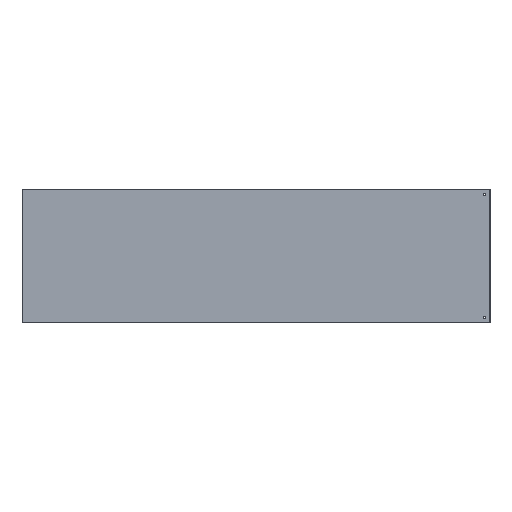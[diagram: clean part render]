
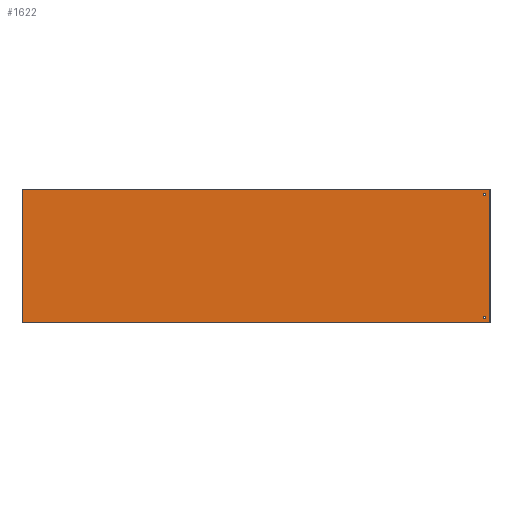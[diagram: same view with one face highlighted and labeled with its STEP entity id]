
A CAD part, top view. The second image highlights one B-rep face of the part: STEP entity #1622.
In plain terms, the highlighted planar face has unit normal (0, 0, 1).
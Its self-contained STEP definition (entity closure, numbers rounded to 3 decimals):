
#4 = ORIENTED_EDGE ( 'NONE', *, *, #1412, .F. ) ;
#20 = ORIENTED_EDGE ( 'NONE', *, *, #1413, .F. ) ;
#38 = ORIENTED_EDGE ( 'NONE', *, *, #1399, .F. ) ;
#57 = ORIENTED_EDGE ( 'NONE', *, *, #1494, .T. ) ;
#73 = ORIENTED_EDGE ( 'NONE', *, *, #1496, .T. ) ;
#83 = ORIENTED_EDGE ( 'NONE', *, *, #1397, .T. ) ;
#116 = ORIENTED_EDGE ( 'NONE', *, *, #1398, .T. ) ;
#173 = EDGE_LOOP ( 'NONE', ( #83, #57 ) ) ;
#185 = EDGE_LOOP ( 'NONE', ( #116, #73 ) ) ;
#191 = ORIENTED_EDGE ( 'NONE', *, *, #1400, .F. ) ;
#258 = EDGE_LOOP ( 'NONE', ( #38, #20, #4, #191 ) ) ;
#363 = CIRCLE ( 'NONE', #2185, 4. ) ;
#565 = CIRCLE ( 'NONE', #2186, 4. ) ;
#671 = VERTEX_POINT ( 'NONE', #826 ) ;
#673 = VERTEX_POINT ( 'NONE', #828 ) ;
#674 = VERTEX_POINT ( 'NONE', #829 ) ;
#684 = VERTEX_POINT ( 'NONE', #839 ) ;
#740 = VERTEX_POINT ( 'NONE', #895 ) ;
#741 = VERTEX_POINT ( 'NONE', #896 ) ;
#742 = VERTEX_POINT ( 'NONE', #897 ) ;
#743 = VERTEX_POINT ( 'NONE', #898 ) ;
#826 = CARTESIAN_POINT ( 'NONE',  ( 825., 222., 1.5 ) ) ;
#828 = CARTESIAN_POINT ( 'NONE',  ( 825., -222., 1.5 ) ) ;
#829 = CARTESIAN_POINT ( 'NONE',  ( 833., -222., 1.5 ) ) ;
#839 = CARTESIAN_POINT ( 'NONE',  ( 833., 222., 1.5 ) ) ;
#895 = CARTESIAN_POINT ( 'NONE',  ( 846.9, -239.99, 1.5 ) ) ;
#896 = CARTESIAN_POINT ( 'NONE',  ( -846.9, -239.99, 1.5 ) ) ;
#897 = CARTESIAN_POINT ( 'NONE',  ( 846.9, 239.99, 1.5 ) ) ;
#898 = CARTESIAN_POINT ( 'NONE',  ( -846.9, 239.99, 1.5 ) ) ;
#1131 = CARTESIAN_POINT ( 'NONE',  ( 829., 222., 1.5 ) ) ;
#1137 = CARTESIAN_POINT ( 'NONE',  ( 847., -239.99, 1.5 ) ) ;
#1138 = DIRECTION ( 'NONE',  ( 0., 0., -1. ) ) ;
#1139 = DIRECTION ( 'NONE',  ( 1., 0., 0. ) ) ;
#1140 = CARTESIAN_POINT ( 'NONE',  ( 829., -222., 1.5 ) ) ;
#1141 = DIRECTION ( 'NONE',  ( 0., 0., -1. ) ) ;
#1142 = DIRECTION ( 'NONE',  ( 1., 0., 0. ) ) ;
#1143 = DIRECTION ( 'NONE',  ( -1., 0., 0. ) ) ;
#1144 = CARTESIAN_POINT ( 'NONE',  ( -846.9, -239.99, 1.5 ) ) ;
#1145 = DIRECTION ( 'NONE',  ( 0., 1., 0. ) ) ;
#1164 = CARTESIAN_POINT ( 'NONE',  ( -847., 239.99, 1.5 ) ) ;
#1174 = DIRECTION ( 'NONE',  ( 1., 0., 0. ) ) ;
#1175 = CARTESIAN_POINT ( 'NONE',  ( 846.9, 239.99, 1.5 ) ) ;
#1176 = DIRECTION ( 'NONE',  ( 0., -1., 0. ) ) ;
#1397 = EDGE_CURVE ( 'NONE', #671, #684, #1896, .T. ) ;
#1398 = EDGE_CURVE ( 'NONE', #673, #674, #1990, .T. ) ;
#1399 = EDGE_CURVE ( 'NONE', #740, #741, #1858, .T. ) ;
#1400 = EDGE_CURVE ( 'NONE', #741, #743, #1880, .T. ) ;
#1412 = EDGE_CURVE ( 'NONE', #743, #742, #1736, .T. ) ;
#1413 = EDGE_CURVE ( 'NONE', #742, #740, #1857, .T. ) ;
#1494 = EDGE_CURVE ( 'NONE', #684, #671, #565, .T. ) ;
#1496 = EDGE_CURVE ( 'NONE', #674, #673, #363, .T. ) ;
#1622 = ADVANCED_FACE ( 'NONE', ( #2916, #2922, #2924 ), #2757, .T. ) ;
#1667 = VECTOR ( 'NONE', #1143, 1000. ) ;
#1736 = LINE ( 'NONE', #1164, #1817 ) ;
#1817 = VECTOR ( 'NONE', #1174, 1000. ) ;
#1836 = VECTOR ( 'NONE', #1145, 1000. ) ;
#1857 = LINE ( 'NONE', #1175, #1989 ) ;
#1858 = LINE ( 'NONE', #1137, #1667 ) ;
#1880 = LINE ( 'NONE', #1144, #1836 ) ;
#1896 = CIRCLE ( 'NONE', #2144, 4. ) ;
#1989 = VECTOR ( 'NONE', #1176, 1000. ) ;
#1990 = CIRCLE ( 'NONE', #2150, 4. ) ;
#2144 = AXIS2_PLACEMENT_3D ( 'NONE', #1131, #1138, #1139 ) ;
#2150 = AXIS2_PLACEMENT_3D ( 'NONE', #1140, #1141, #1142 ) ;
#2185 = AXIS2_PLACEMENT_3D ( 'NONE', #2364, #2366, #2367 ) ;
#2186 = AXIS2_PLACEMENT_3D ( 'NONE', #2347, #2359, #2360 ) ;
#2278 = AXIS2_PLACEMENT_3D ( 'NONE', #2752, #2758, #2759 ) ;
#2347 = CARTESIAN_POINT ( 'NONE',  ( 829., 222., 1.5 ) ) ;
#2359 = DIRECTION ( 'NONE',  ( 0., 0., -1. ) ) ;
#2360 = DIRECTION ( 'NONE',  ( 1., 0., 0. ) ) ;
#2364 = CARTESIAN_POINT ( 'NONE',  ( 829., -222., 1.5 ) ) ;
#2366 = DIRECTION ( 'NONE',  ( 0., 0., -1. ) ) ;
#2367 = DIRECTION ( 'NONE',  ( 1., 0., 0. ) ) ;
#2752 = CARTESIAN_POINT ( 'NONE',  ( -847., -240., 1.5 ) ) ;
#2757 = PLANE ( 'NONE',  #2278 ) ;
#2758 = DIRECTION ( 'NONE',  ( 0., 0., 1. ) ) ;
#2759 = DIRECTION ( 'NONE',  ( 1., 0., 0. ) ) ;
#2916 = FACE_BOUND ( 'NONE', #185, .T. ) ;
#2922 = FACE_BOUND ( 'NONE', #173, .T. ) ;
#2924 = FACE_OUTER_BOUND ( 'NONE', #258, .T. ) ;
